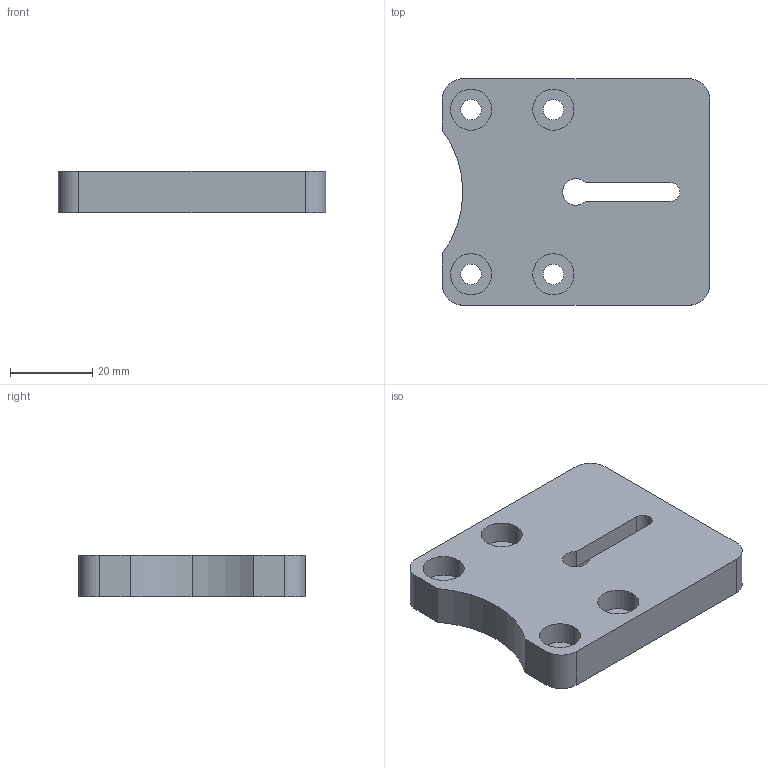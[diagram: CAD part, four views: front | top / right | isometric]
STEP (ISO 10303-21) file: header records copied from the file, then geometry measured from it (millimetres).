
FILE_DESCRIPTION (( 'STEP AP214' ), '1' );
FILE_NAME ('plaqueCamera.STEP', '2021-03-17T12:37:40', ( '' ), ( '' ), 'SwSTEP 2.0', 'SolidWorks 2017', '' );
FILE_SCHEMA (( 'AUTOMOTIVE_DESIGN' ));
Length unit declared in the file: millimetre
Products named in the file (1): plaqueCamera
Bounding box: 65 x 55 x 10 mm (x, y, z)
Volume: 29466.9 mm3; surface area: 10557.7 mm2
Topology: 1 solids, 1 shells, 44 faces, 111 edges, 74 vertices
Faces by surface type: cylinder 28, plane 16
Entity records: 1405 total; most frequent: DIRECTION 257, CARTESIAN_POINT 230, ORIENTED_EDGE 222, EDGE_CURVE 111, AXIS2_PLACEMENT_3D 101, VERTEX_POINT 74, EDGE_LOOP 59, CIRCLE 56
